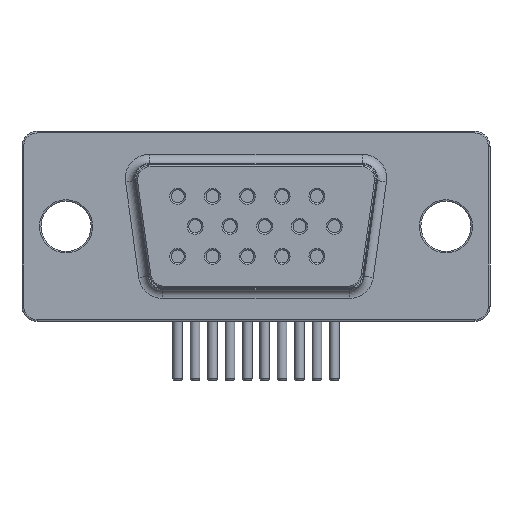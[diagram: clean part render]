
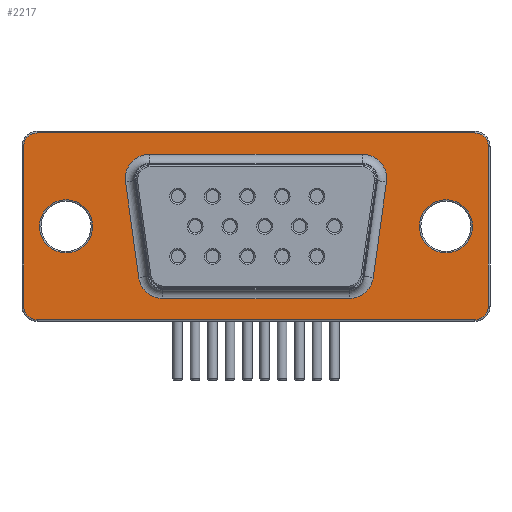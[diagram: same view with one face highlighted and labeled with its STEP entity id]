
A CAD part, front view. The second image highlights one B-rep face of the part: STEP entity #2217.
In plain terms, the highlighted planar face has unit normal (0, -1, 0).
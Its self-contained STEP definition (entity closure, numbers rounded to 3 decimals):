
#1883 = VERTEX_POINT('',#1884);
#1884 = CARTESIAN_POINT('',(-12.595,-13.66,9.181));
#1891 = EDGE_CURVE('',#1883,#1892,#1894,.T.);
#1892 = VERTEX_POINT('',#1893);
#1893 = CARTESIAN_POINT('',(-11.01,-13.66,11.));
#1894 = CIRCLE('',#1895,1.6);
#1895 = AXIS2_PLACEMENT_3D('',#1896,#1897,#1898);
#1896 = CARTESIAN_POINT('',(-11.01,-13.66,9.4));
#1897 = DIRECTION('',(0.,1.,0.));
#1898 = DIRECTION('',(-0.991,0.,
-0.137));
#1919 = VERTEX_POINT('',#1920);
#1920 = CARTESIAN_POINT('',(2.995,-13.66,11.));
#1927 = EDGE_CURVE('',#1892,#1919,#1928,.T.);
#1928 = LINE('',#1929,#1930);
#1929 = CARTESIAN_POINT('',(-11.01,-13.66,11.));
#1930 = VECTOR('',#1931,1.);
#1931 = DIRECTION('',(1.,0.,0.));
#1942 = VERTEX_POINT('',#1943);
#1943 = CARTESIAN_POINT('',(-11.726,-13.66,2.881));
#1952 = EDGE_CURVE('',#1942,#1883,#1953,.T.);
#1953 = LINE('',#1954,#1955);
#1954 = CARTESIAN_POINT('',(-11.726,-13.66,2.881));
#1955 = VECTOR('',#1956,1.);
#1956 = DIRECTION('',(-0.137,0.,0.991)
);
#1967 = EDGE_CURVE('',#1919,#1968,#1970,.T.);
#1968 = VERTEX_POINT('',#1969);
#1969 = CARTESIAN_POINT('',(4.58,-13.66,9.181));
#1970 = CIRCLE('',#1971,1.6);
#1971 = AXIS2_PLACEMENT_3D('',#1972,#1973,#1974);
#1972 = CARTESIAN_POINT('',(2.995,-13.66,9.4));
#1973 = DIRECTION('',(0.,1.,0.));
#1974 = DIRECTION('',(0.,0.,1.));
#1993 = VERTEX_POINT('',#1994);
#1994 = CARTESIAN_POINT('',(-10.141,-13.66,1.5));
#2001 = EDGE_CURVE('',#1993,#1942,#2002,.T.);
#2002 = CIRCLE('',#2003,1.6);
#2003 = AXIS2_PLACEMENT_3D('',#2004,#2005,#2006);
#2004 = CARTESIAN_POINT('',(-10.141,-13.66,3.1));
#2005 = DIRECTION('',(0.,1.,0.));
#2006 = DIRECTION('',(0.,0.,-1.));
#2021 = VERTEX_POINT('',#2022);
#2022 = CARTESIAN_POINT('',(3.711,-13.66,2.881));
#2029 = EDGE_CURVE('',#1968,#2021,#2030,.T.);
#2030 = LINE('',#2031,#2032);
#2031 = CARTESIAN_POINT('',(4.58,-13.66,9.181));
#2032 = VECTOR('',#2033,1.);
#2033 = DIRECTION('',(-0.137,0.,
-0.991));
#2044 = VERTEX_POINT('',#2045);
#2045 = CARTESIAN_POINT('',(2.126,-13.66,1.5));
#2054 = EDGE_CURVE('',#2044,#1993,#2055,.T.);
#2055 = LINE('',#2056,#2057);
#2056 = CARTESIAN_POINT('',(2.126,-13.66,1.5));
#2057 = VECTOR('',#2058,1.);
#2058 = DIRECTION('',(-1.,0.,0.));
#2069 = EDGE_CURVE('',#2021,#2044,#2070,.T.);
#2070 = CIRCLE('',#2071,1.6);
#2071 = AXIS2_PLACEMENT_3D('',#2072,#2073,#2074);
#2072 = CARTESIAN_POINT('',(2.126,-13.66,3.1));
#2073 = DIRECTION('',(0.,1.,0.));
#2074 = DIRECTION('',(0.991,0.,-0.137
));
#2217 = ADVANCED_FACE('',(#2218,#2228,#2298,#2309),#2320,.T.);
#2218 = FACE_BOUND('',#2219,.T.);
#2219 = EDGE_LOOP('',(#2220,#2221,#2222,#2223,#2224,#2225,#2226,#2227));
#2220 = ORIENTED_EDGE('',*,*,#1927,.T.);
#2221 = ORIENTED_EDGE('',*,*,#1967,.T.);
#2222 = ORIENTED_EDGE('',*,*,#2029,.T.);
#2223 = ORIENTED_EDGE('',*,*,#2069,.T.);
#2224 = ORIENTED_EDGE('',*,*,#2054,.T.);
#2225 = ORIENTED_EDGE('',*,*,#2001,.T.);
#2226 = ORIENTED_EDGE('',*,*,#1952,.T.);
#2227 = ORIENTED_EDGE('',*,*,#1891,.T.);
#2228 = FACE_BOUND('',#2229,.T.);
#2229 = EDGE_LOOP('',(#2230,#2240,#2249,#2257,#2266,#2274,#2283,#2291));
#2230 = ORIENTED_EDGE('',*,*,#2231,.T.);
#2231 = EDGE_CURVE('',#2232,#2234,#2236,.T.);
#2232 = VERTEX_POINT('',#2233);
#2233 = CARTESIAN_POINT('',(10.393,-13.66,12.4));
#2234 = VERTEX_POINT('',#2235);
#2235 = CARTESIAN_POINT('',(-18.408,-13.66,12.4));
#2236 = LINE('',#2237,#2238);
#2237 = CARTESIAN_POINT('',(10.393,-13.66,12.4));
#2238 = VECTOR('',#2239,1.);
#2239 = DIRECTION('',(-1.,0.,0.));
#2240 = ORIENTED_EDGE('',*,*,#2241,.T.);
#2241 = EDGE_CURVE('',#2234,#2242,#2244,.T.);
#2242 = VERTEX_POINT('',#2243);
#2243 = CARTESIAN_POINT('',(-19.308,-13.66,11.5));
#2244 = CIRCLE('',#2245,0.9);
#2245 = AXIS2_PLACEMENT_3D('',#2246,#2247,#2248);
#2246 = CARTESIAN_POINT('',(-18.408,-13.66,11.5));
#2247 = DIRECTION('',(0.,-1.,0.));
#2248 = DIRECTION('',(0.,0.,1.));
#2249 = ORIENTED_EDGE('',*,*,#2250,.T.);
#2250 = EDGE_CURVE('',#2242,#2251,#2253,.T.);
#2251 = VERTEX_POINT('',#2252);
#2252 = CARTESIAN_POINT('',(-19.308,-13.66,1.));
#2253 = LINE('',#2254,#2255);
#2254 = CARTESIAN_POINT('',(-19.308,-13.66,11.5));
#2255 = VECTOR('',#2256,1.);
#2256 = DIRECTION('',(0.,0.,-1.));
#2257 = ORIENTED_EDGE('',*,*,#2258,.T.);
#2258 = EDGE_CURVE('',#2251,#2259,#2261,.T.);
#2259 = VERTEX_POINT('',#2260);
#2260 = CARTESIAN_POINT('',(-18.408,-13.66,0.1));
#2261 = CIRCLE('',#2262,0.9);
#2262 = AXIS2_PLACEMENT_3D('',#2263,#2264,#2265);
#2263 = CARTESIAN_POINT('',(-18.408,-13.66,1.));
#2264 = DIRECTION('',(0.,-1.,0.));
#2265 = DIRECTION('',(-1.,0.,0.));
#2266 = ORIENTED_EDGE('',*,*,#2267,.T.);
#2267 = EDGE_CURVE('',#2259,#2268,#2270,.T.);
#2268 = VERTEX_POINT('',#2269);
#2269 = CARTESIAN_POINT('',(10.393,-13.66,0.1));
#2270 = LINE('',#2271,#2272);
#2271 = CARTESIAN_POINT('',(-18.408,-13.66,0.1));
#2272 = VECTOR('',#2273,1.);
#2273 = DIRECTION('',(1.,0.,0.));
#2274 = ORIENTED_EDGE('',*,*,#2275,.T.);
#2275 = EDGE_CURVE('',#2268,#2276,#2278,.T.);
#2276 = VERTEX_POINT('',#2277);
#2277 = CARTESIAN_POINT('',(11.293,-13.66,1.));
#2278 = CIRCLE('',#2279,0.9);
#2279 = AXIS2_PLACEMENT_3D('',#2280,#2281,#2282);
#2280 = CARTESIAN_POINT('',(10.393,-13.66,1.));
#2281 = DIRECTION('',(0.,-1.,0.));
#2282 = DIRECTION('',(0.,0.,-1.));
#2283 = ORIENTED_EDGE('',*,*,#2284,.T.);
#2284 = EDGE_CURVE('',#2276,#2285,#2287,.T.);
#2285 = VERTEX_POINT('',#2286);
#2286 = CARTESIAN_POINT('',(11.293,-13.66,11.5));
#2287 = LINE('',#2288,#2289);
#2288 = CARTESIAN_POINT('',(11.293,-13.66,1.));
#2289 = VECTOR('',#2290,1.);
#2290 = DIRECTION('',(0.,0.,1.));
#2291 = ORIENTED_EDGE('',*,*,#2292,.T.);
#2292 = EDGE_CURVE('',#2285,#2232,#2293,.T.);
#2293 = CIRCLE('',#2294,0.9);
#2294 = AXIS2_PLACEMENT_3D('',#2295,#2296,#2297);
#2295 = CARTESIAN_POINT('',(10.393,-13.66,11.5));
#2296 = DIRECTION('',(0.,-1.,0.));
#2297 = DIRECTION('',(1.,0.,0.));
#2298 = FACE_BOUND('',#2299,.T.);
#2299 = EDGE_LOOP('',(#2300));
#2300 = ORIENTED_EDGE('',*,*,#2301,.F.);
#2301 = EDGE_CURVE('',#2302,#2302,#2304,.T.);
#2302 = VERTEX_POINT('',#2303);
#2303 = CARTESIAN_POINT('',(-14.758,-13.66,6.25));
#2304 = CIRCLE('',#2305,1.75);
#2305 = AXIS2_PLACEMENT_3D('',#2306,#2307,#2308);
#2306 = CARTESIAN_POINT('',(-16.508,-13.66,6.25));
#2307 = DIRECTION('',(0.,-1.,0.));
#2308 = DIRECTION('',(1.,0.,0.));
#2309 = FACE_BOUND('',#2310,.T.);
#2310 = EDGE_LOOP('',(#2311));
#2311 = ORIENTED_EDGE('',*,*,#2312,.F.);
#2312 = EDGE_CURVE('',#2313,#2313,#2315,.T.);
#2313 = VERTEX_POINT('',#2314);
#2314 = CARTESIAN_POINT('',(10.243,-13.66,6.25));
#2315 = CIRCLE('',#2316,1.75);
#2316 = AXIS2_PLACEMENT_3D('',#2317,#2318,#2319);
#2317 = CARTESIAN_POINT('',(8.493,-13.66,6.25));
#2318 = DIRECTION('',(0.,-1.,0.));
#2319 = DIRECTION('',(1.,0.,0.));
#2320 = PLANE('',#2321);
#2321 = AXIS2_PLACEMENT_3D('',#2322,#2323,#2324);
#2322 = CARTESIAN_POINT('',(-4.008,-13.66,6.25));
#2323 = DIRECTION('',(0.,-1.,0.));
#2324 = DIRECTION('',(1.,0.,0.));
